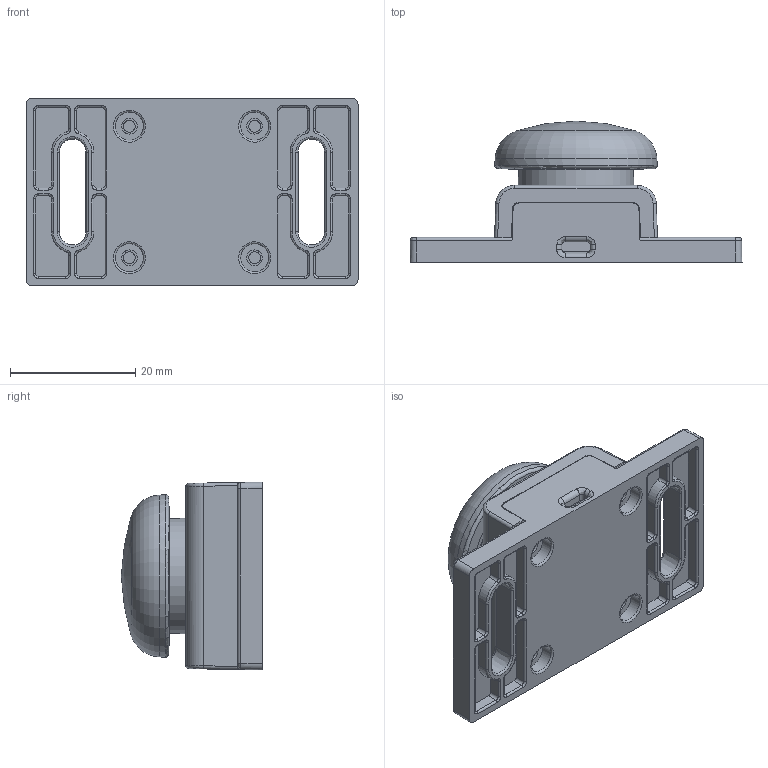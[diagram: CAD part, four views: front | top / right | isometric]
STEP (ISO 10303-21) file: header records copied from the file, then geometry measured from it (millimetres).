
FILE_DESCRIPTION(/* description */ (''),/* implementation_level */ '2;1');
FILE_NAME(/* name */ 'Bumper Switch.iam.step',/* time_stamp */ '2020-04-16T23:37:21-04:00',/* author */ ('Jordan'),/* organization */ (''),/* preprocessor_version */ 'ST-DEVELOPER v17',/* originating_system */ 'Autodesk Inventor 2019',/* authorisation */ '');
FILE_SCHEMA (('AUTOMOTIVE_DESIGN { 1 0 10303 214 3 1 1 }'));
Length unit declared in the file: inch
Products named in the file (5): Bumper Switch; Top; Bottom; Inner Head; Head
Assembly tree (4 placements, depth 2):
  Bumper Switch
    Top
    Bottom
    Inner Head
    Head
Bounding box: 53 x 22.56 x 30 mm (x, y, z)
Volume: 8271.6 mm3; surface area: 11861.2 mm2
Topology: 4 solids, 4 shells, 645 faces, 1755 edges, 1122 vertices
Faces by surface type: plane 256, cylinder 235, torus 82, cone 39, sphere 17, bspline 16
Full cylindrical faces by diameter (mm): 1 x14, 1.7 x2, 1.9 x4, 2 x2, 2.2 x2, 2.5 x4, 3 x1, 4 x2, 4.5 x4, 15.9 x1, 23 x1
Entity records: 25798 total; most frequent: CARTESIAN_POINT 9010, DIRECTION 3611, ORIENTED_EDGE 3490, EDGE_CURVE 1745, AXIS2_PLACEMENT_3D 1392, VERTEX_POINT 1122, LINE 827, VECTOR 827
